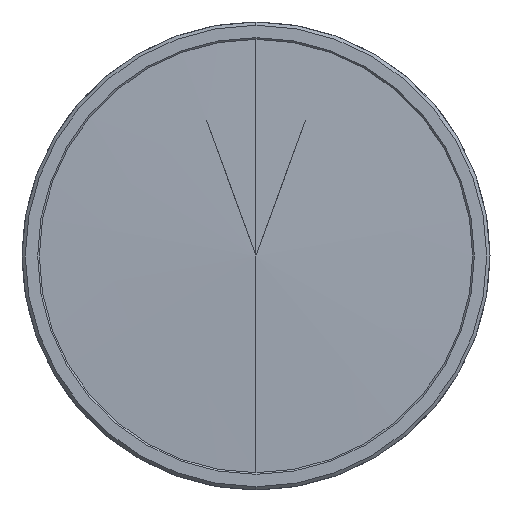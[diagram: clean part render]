
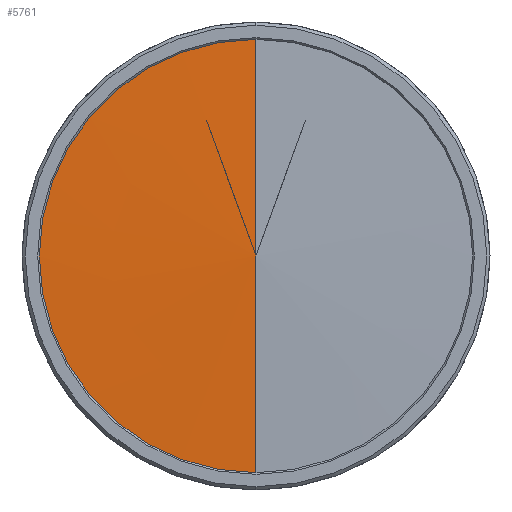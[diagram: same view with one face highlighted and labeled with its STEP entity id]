
A CAD part, left-side view. The second image highlights one B-rep face of the part: STEP entity #5761.
In plain terms, the highlighted conical face has half-angle 88.45 degrees and reference radius 69.012 mm.
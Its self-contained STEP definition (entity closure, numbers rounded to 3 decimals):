
#620 = EDGE_CURVE ( 'NONE', #5304, #8891, #6060, .T. ) ;
#627 = CARTESIAN_POINT ( 'NONE',  ( 1.867, 0., 0. ) ) ;
#665 = ORIENTED_EDGE ( 'NONE', *, *, #620, .F. ) ;
#777 = CARTESIAN_POINT ( 'NONE',  ( 1.779, 0., 0. ) ) ;
#912 = DIRECTION ( 'NONE',  ( 0.027, 0., -1. ) ) ;
#1030 = EDGE_CURVE ( 'NONE', #8891, #9014, #8259, .T. ) ;
#1200 = CARTESIAN_POINT ( 'NONE',  ( 1.779, 0., -65.75 ) ) ;
#1453 = DIRECTION ( 'NONE',  ( 0., 0., -1. ) ) ;
#1734 = EDGE_CURVE ( 'NONE', #5304, #5335, #8585, .T. ) ;
#2097 = DIRECTION ( 'NONE',  ( 1., 0., 0. ) ) ;
#2264 = CARTESIAN_POINT ( 'NONE',  ( 1.779, 65.75, 0. ) ) ;
#2805 = DIRECTION ( 'NONE',  ( 0., 0., -1. ) ) ;
#2937 = ORIENTED_EDGE ( 'NONE', *, *, #3308, .F. ) ;
#2952 = AXIS2_PLACEMENT_3D ( 'NONE', #627, #9093, #6907 ) ;
#3030 = EDGE_LOOP ( 'NONE', ( #665, #4809, #2937, #6593 ) ) ;
#3293 = AXIS2_PLACEMENT_3D ( 'NONE', #6319, #2097, #2805 ) ;
#3308 = EDGE_CURVE ( 'NONE', #9014, #5335, #8399, .T. ) ;
#3760 = CARTESIAN_POINT ( 'NONE',  ( 1.867, 0., -69.012 ) ) ;
#4809 = ORIENTED_EDGE ( 'NONE', *, *, #1734, .T. ) ;
#5304 = VERTEX_POINT ( 'NONE', #7107 ) ;
#5335 = VERTEX_POINT ( 'NONE', #7005 ) ;
#5382 = VECTOR ( 'NONE', #912, 1000. ) ;
#5761 = ADVANCED_FACE ( 'NONE', ( #9019 ), #8705, .T. ) ;
#6050 = VECTOR ( 'NONE', #7770, 1000. ) ;
#6060 = LINE ( 'NONE', #3760, #5382 ) ;
#6319 = CARTESIAN_POINT ( 'NONE',  ( 1.779, 0., 0. ) ) ;
#6593 = ORIENTED_EDGE ( 'NONE', *, *, #1030, .F. ) ;
#6907 = DIRECTION ( 'NONE',  ( 0., 0., -1. ) ) ;
#7005 = CARTESIAN_POINT ( 'NONE',  ( 1.779, 0., 65.75 ) ) ;
#7107 = CARTESIAN_POINT ( 'NONE',  ( 0., 0., 0. ) ) ;
#7708 = DIRECTION ( 'NONE',  ( 1., 0., 0. ) ) ;
#7770 = DIRECTION ( 'NONE',  ( 0.027, 0., 1. ) ) ;
#8190 = AXIS2_PLACEMENT_3D ( 'NONE', #777, #7708, #1453 ) ;
#8259 = CIRCLE ( 'NONE', #8190, 65.75 ) ;
#8399 = CIRCLE ( 'NONE', #3293, 65.75 ) ;
#8510 = CARTESIAN_POINT ( 'NONE',  ( 1.867, 0., 69.012 ) ) ;
#8585 = LINE ( 'NONE', #8510, #6050 ) ;
#8705 = CONICAL_SURFACE ( 'NONE', #2952, 69.012, 1.544 ) ;
#8891 = VERTEX_POINT ( 'NONE', #1200 ) ;
#9014 = VERTEX_POINT ( 'NONE', #2264 ) ;
#9019 = FACE_OUTER_BOUND ( 'NONE', #3030, .T. ) ;
#9093 = DIRECTION ( 'NONE',  ( 1., 0., 0. ) ) ;
